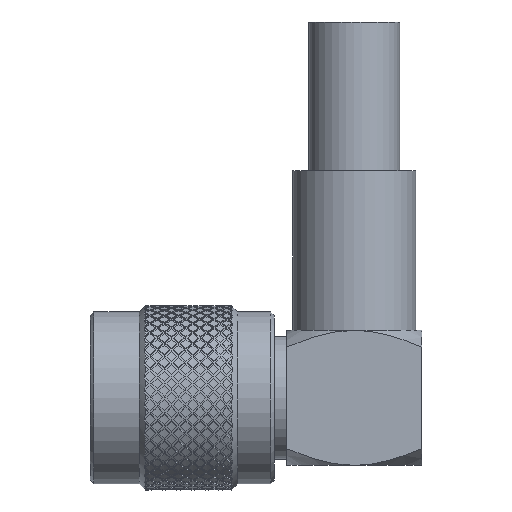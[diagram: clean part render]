
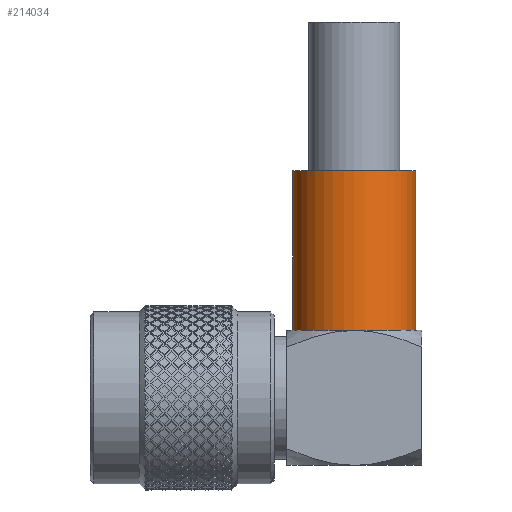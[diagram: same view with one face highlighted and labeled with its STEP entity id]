
A CAD part, left-side view. The second image highlights one B-rep face of the part: STEP entity #214034.
In plain terms, the highlighted cylindrical face has radius 5 mm (diameter 10 mm), a partial arc.
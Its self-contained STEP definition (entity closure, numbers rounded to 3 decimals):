
#120=CARTESIAN_POINT('',(0.,-8.,-4.7));
#121=DIRECTION('',(0.,0.,1.));
#122=DIRECTION('',(0.,1.,0.));
#123=AXIS2_PLACEMENT_3D('',#120,#121,#122);
#50391=DIRECTION('',(0.,0.,-1.));
#50392=VECTOR('',#50391,13.);
#50393=CARTESIAN_POINT('',(0.,-3.,8.3));
#50394=LINE('',#50393,#50392);
#50395=CARTESIAN_POINT('',(0.,-8.,8.3));
#50396=DIRECTION('',(0.,0.,-1.));
#50397=DIRECTION('',(0.,-1.,0.));
#50398=AXIS2_PLACEMENT_3D('',#50395,#50396,#50397);
#50400=DIRECTION('',(0.,0.,-1.));
#50401=VECTOR('',#50400,13.);
#50402=CARTESIAN_POINT('',(0.,-13.,8.3));
#50403=LINE('',#50402,#50401);
#50550=CARTESIAN_POINT('',(0.,-13.,8.3));
#50551=CARTESIAN_POINT('',(0.,-3.,8.3));
#50552=VERTEX_POINT('',#50550);
#50553=VERTEX_POINT('',#50551);
#50554=CARTESIAN_POINT('',(0.,-13.,-4.7));
#50555=CARTESIAN_POINT('',(0.,-3.,-4.7));
#50556=VERTEX_POINT('',#50554);
#50557=VERTEX_POINT('',#50555);
#214022=CARTESIAN_POINT('',(0.,-8.,-5.72));
#214023=DIRECTION('',(0.,0.,1.));
#214024=DIRECTION('',(0.,1.,0.));
#214025=AXIS2_PLACEMENT_3D('',#214022,#214023,#214024);
#214026=CYLINDRICAL_SURFACE('',#214025,5.);
#214027=ORIENTED_EDGE('',*,*,#56319,.F.);
#214028=ORIENTED_EDGE('',*,*,#214017,.F.);
#214030=ORIENTED_EDGE('',*,*,#214029,.F.);
#214031=ORIENTED_EDGE('',*,*,#214013,.T.);
#214032=EDGE_LOOP('',(#214027,#214028,#214030,#214031));
#214033=FACE_OUTER_BOUND('',#214032,.F.);
#124=CIRCLE('',#123,5.);
#50399=CIRCLE('',#50398,5.);
#56319=EDGE_CURVE('',#50557,#50556,#124,.T.);
#214013=EDGE_CURVE('',#50552,#50556,#50403,.T.);
#214017=EDGE_CURVE('',#50553,#50557,#50394,.T.);
#214029=EDGE_CURVE('',#50552,#50553,#50399,.T.);
#214034=ADVANCED_FACE('',(#214033),#214026,.T.);
